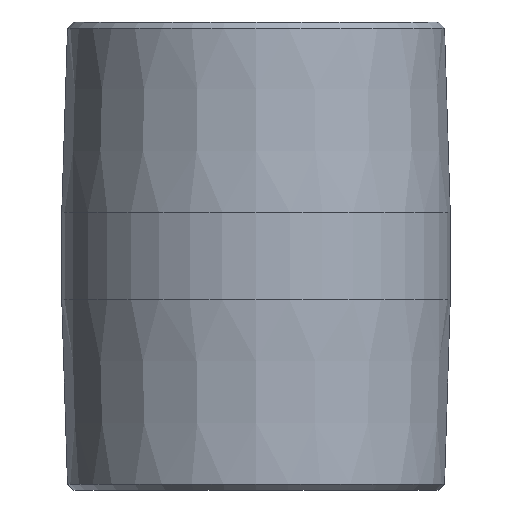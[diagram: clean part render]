
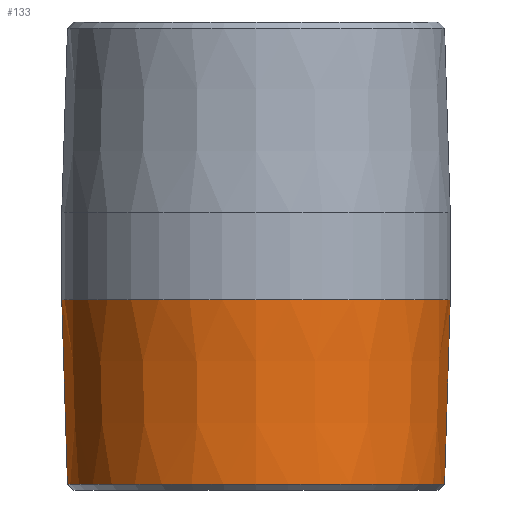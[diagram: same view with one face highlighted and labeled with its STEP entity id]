
A CAD part, front view. The second image highlights one B-rep face of the part: STEP entity #133.
In plain terms, the highlighted conical face has half-angle 1.78 degrees and reference radius 21.082 mm.
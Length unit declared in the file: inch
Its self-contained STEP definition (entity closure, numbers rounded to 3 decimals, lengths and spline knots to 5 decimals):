
#10 = CARTESIAN_POINT ( 'NONE',  ( -0.83, 0., 0.8125 ) ) ;
#22 = LINE ( 'NONE', #363, #485 ) ;
#32 = EDGE_CURVE ( 'NONE', #246, #546, #376, .T. ) ;
#33 = CIRCLE ( 'NONE', #162, 0.80553 ) ;
#38 = DIRECTION ( 'NONE',  ( -1., 0., 0. ) ) ;
#42 = VECTOR ( 'NONE', #179, 39.37008 ) ;
#49 = CARTESIAN_POINT ( 'NONE',  ( 0.83, 0., 0.8125 ) ) ;
#68 = ORIENTED_EDGE ( 'NONE', *, *, #190, .F. ) ;
#91 = ORIENTED_EDGE ( 'NONE', *, *, #525, .T. ) ;
#124 = CARTESIAN_POINT ( 'NONE',  ( -0.83, 0., 0.8125 ) ) ;
#125 = DIRECTION ( 'NONE',  ( 0., 0., -1. ) ) ;
#133 = ADVANCED_FACE ( 'NONE', ( #137 ), #466, .T. ) ;
#137 = FACE_OUTER_BOUND ( 'NONE', #205, .T. ) ;
#162 = AXIS2_PLACEMENT_3D ( 'NONE', #472, #167, #38 ) ;
#166 = CARTESIAN_POINT ( 'NONE',  ( 0., 0., 0.8125 ) ) ;
#167 = DIRECTION ( 'NONE',  ( 0., 0., 1. ) ) ;
#179 = DIRECTION ( 'NONE',  ( -0.031, 0., 1. ) ) ;
#190 = EDGE_CURVE ( 'NONE', #533, #546, #266, .T. ) ;
#205 = EDGE_LOOP ( 'NONE', ( #68, #91, #326, #366 ) ) ;
#246 = VERTEX_POINT ( 'NONE', #49 ) ;
#265 = CARTESIAN_POINT ( 'NONE',  ( -0.80553, 0., 0.02499 ) ) ;
#266 = LINE ( 'NONE', #10, #42 ) ;
#296 = DIRECTION ( 'NONE',  ( -1., 0., 0. ) ) ;
#299 = AXIS2_PLACEMENT_3D ( 'NONE', #444, #391, #400 ) ;
#324 = AXIS2_PLACEMENT_3D ( 'NONE', #166, #125, #296 ) ;
#326 = ORIENTED_EDGE ( 'NONE', *, *, #404, .T. ) ;
#346 = CARTESIAN_POINT ( 'NONE',  ( 0.80553, 0., 0.02499 ) ) ;
#363 = CARTESIAN_POINT ( 'NONE',  ( 0.83, 0., 0.8125 ) ) ;
#366 = ORIENTED_EDGE ( 'NONE', *, *, #32, .T. ) ;
#376 = CIRCLE ( 'NONE', #324, 0.83 ) ;
#391 = DIRECTION ( 'NONE',  ( 0., 0., 1. ) ) ;
#400 = DIRECTION ( 'NONE',  ( 1., 0., 0. ) ) ;
#404 = EDGE_CURVE ( 'NONE', #456, #246, #22, .T. ) ;
#444 = CARTESIAN_POINT ( 'NONE',  ( 0., 0., 0.8125 ) ) ;
#456 = VERTEX_POINT ( 'NONE', #346 ) ;
#466 = CONICAL_SURFACE ( 'NONE', #299, 0.83, 0.031 ) ;
#472 = CARTESIAN_POINT ( 'NONE',  ( 0., 0., 0.02499 ) ) ;
#485 = VECTOR ( 'NONE', #532, 39.37008 ) ;
#525 = EDGE_CURVE ( 'NONE', #533, #456, #33, .T. ) ;
#532 = DIRECTION ( 'NONE',  ( 0.031, 0., 1. ) ) ;
#533 = VERTEX_POINT ( 'NONE', #265 ) ;
#546 = VERTEX_POINT ( 'NONE', #124 ) ;
